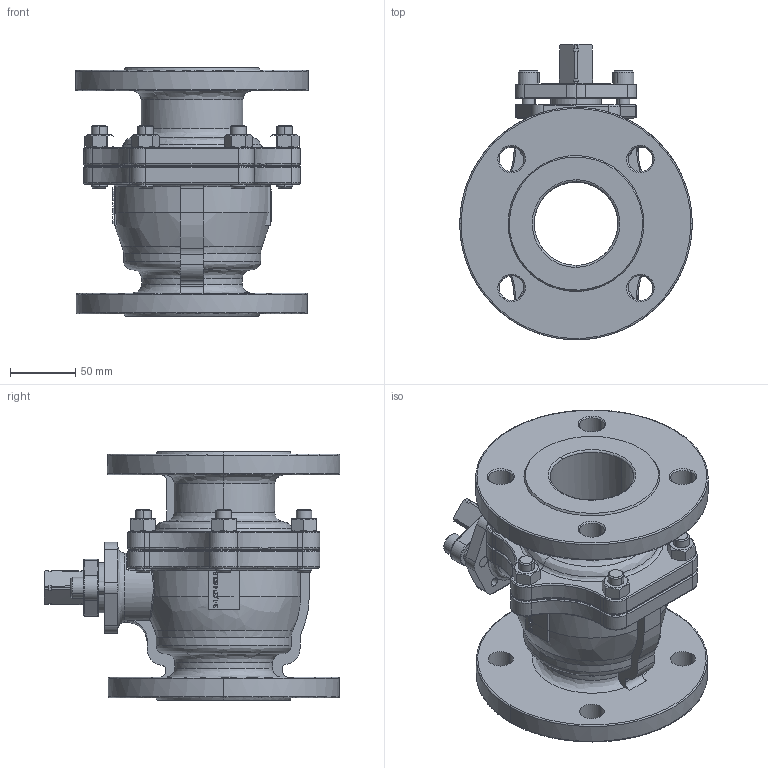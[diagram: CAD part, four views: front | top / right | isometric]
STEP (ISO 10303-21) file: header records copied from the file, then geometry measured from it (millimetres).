
FILE_DESCRIPTION (( 'STEP AP214' ), '1' );
FILE_NAME ('FM-F1-0250-XXX.step', '2019-10-30T12:38:19', ( '' ), ( '' ), 'SwSTEP 2.0', 'SolidWorks 2019', '' );
FILE_SCHEMA (( 'AUTOMOTIVE_DESIGN' ));
Length unit declared in the file: inch
Products named in the file (1): FM-F1-0250-XXX
Bounding box: 178 x 226.5 x 190 mm (x, y, z)
Surface area: 241336.8 mm2 (no closed solid volume)
Topology: 0 solids, 25 shells, 646 faces, 1852 edges, 1218 vertices
Faces by surface type: plane 213, cylinder 176, bspline 175, cone 82
Entity records: 53279 total; most frequent: CARTESIAN_POINT 32601, ORIENTED_EDGE 3299, EDGE_CURVE 1847, B_SPLINE_CURVE_WITH_KNOTS 1494, VERTEX_POINT 1218, DIRECTION 1072, EDGE_LOOP 744, DIMENSIONAL_EXPONENTS 648
